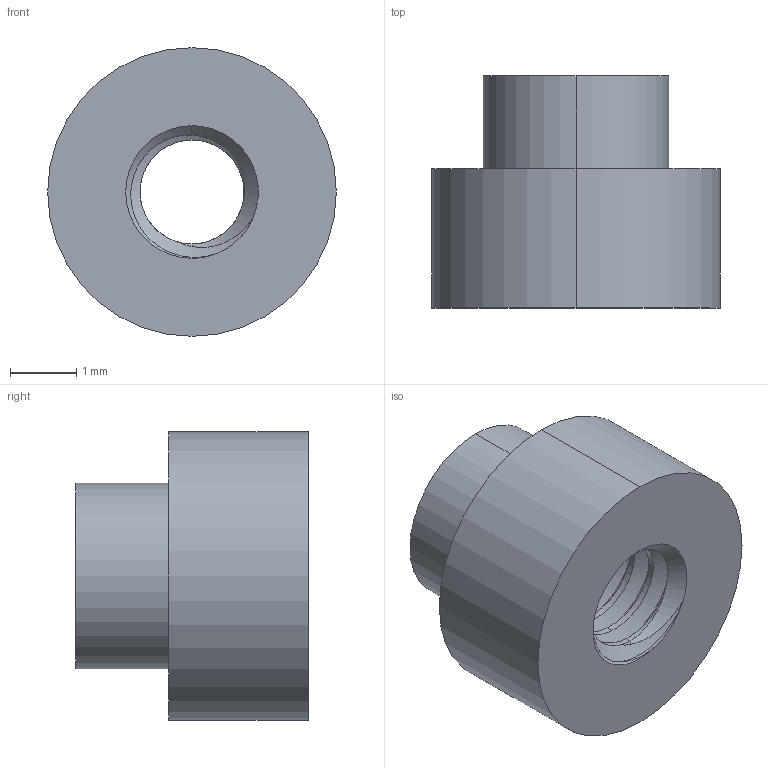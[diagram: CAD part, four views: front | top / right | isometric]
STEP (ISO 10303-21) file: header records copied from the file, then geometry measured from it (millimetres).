
FILE_DESCRIPTION (( 'STEP AP214' ), '1' );
FILE_NAME ('9774020243R.STEP', '2023-11-06T17:22:17', ( '' ), ( '' ), 'SwSTEP 2.0', 'SolidWorks 2021', '' );
FILE_SCHEMA (( 'AUTOMOTIVE_DESIGN' ));
Length unit declared in the file: millimetre
Products named in the file (1): 9774020243R
Bounding box: 4.35 x 3.5 x 4.35 mm (x, y, z)
Volume: 31.2 mm3; surface area: 96.1 mm2
Topology: 1 solids, 1 shells, 35 faces, 90 edges, 58 vertices
Faces by surface type: cylinder 21, cone 8, plane 3, bspline 3
Entity records: 2853 total; most frequent: CARTESIAN_POINT 2077, ORIENTED_EDGE 180, DIRECTION 132, EDGE_CURVE 90, VERTEX_POINT 58, AXIS2_PLACEMENT_3D 53, EDGE_LOOP 38, ADVANCED_FACE 35
